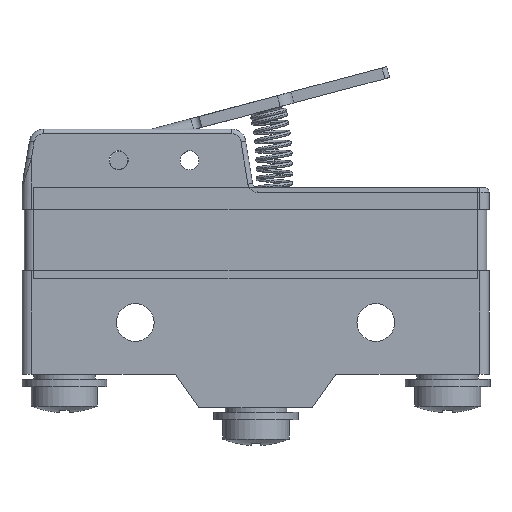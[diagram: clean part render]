
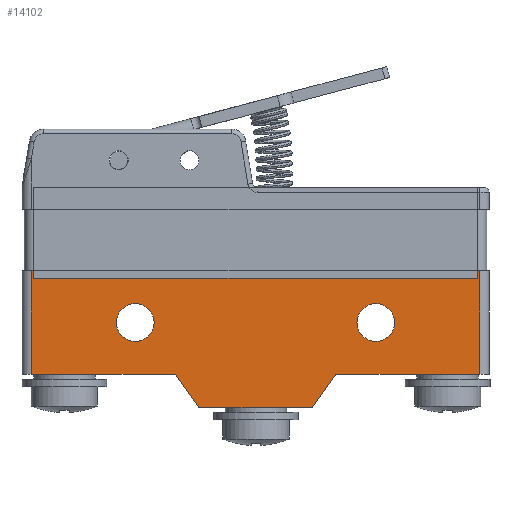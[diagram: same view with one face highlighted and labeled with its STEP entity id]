
A CAD part, front view. The second image highlights one B-rep face of the part: STEP entity #14102.
In plain terms, the highlighted planar face has unit normal (0, -1, 0).
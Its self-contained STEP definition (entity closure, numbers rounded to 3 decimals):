
#3558=DIRECTION('',(0.,0.,-1.));
#3559=VECTOR('',#3558,0.78);
#3560=CARTESIAN_POINT('',(-23.5,-8.75,-6.5));
#3561=LINE('',#3560,#3559);
#3562=DIRECTION('',(-1.,0.,0.));
#3563=VECTOR('',#3562,47.);
#3564=CARTESIAN_POINT('',(23.5,-8.75,-7.28));
#3565=LINE('',#3564,#3563);
#3566=DIRECTION('',(0.,0.,-1.));
#3567=VECTOR('',#3566,0.78);
#3568=CARTESIAN_POINT('',(23.5,-8.75,-6.5));
#3569=LINE('',#3568,#3567);
#3570=DIRECTION('',(1.,0.,0.));
#3571=VECTOR('',#3570,0.25);
#3572=CARTESIAN_POINT('',(23.5,-8.75,-6.5));
#3573=LINE('',#3572,#3571);
#3574=DIRECTION('',(0.,0.,1.));
#3575=VECTOR('',#3574,11.);
#3576=CARTESIAN_POINT('',(23.75,-8.75,-17.5));
#3577=LINE('',#3576,#3575);
#3578=DIRECTION('',(-1.,0.,0.));
#3579=VECTOR('',#3578,15.25);
#3580=CARTESIAN_POINT('',(23.75,-8.75,-17.5));
#3581=LINE('',#3580,#3579);
#3582=DIRECTION('',(-0.581,0.,-0.814));
#3583=VECTOR('',#3582,4.301);
#3584=CARTESIAN_POINT('',(8.5,-8.75,-17.5));
#3585=LINE('',#3584,#3583);
#3586=DIRECTION('',(-1.,0.,0.));
#3587=VECTOR('',#3586,12.);
#3588=CARTESIAN_POINT('',(6.,-8.75,-21.));
#3589=LINE('',#3588,#3587);
#3590=DIRECTION('',(-0.581,0.,0.814));
#3591=VECTOR('',#3590,4.301);
#3592=CARTESIAN_POINT('',(-6.,-8.75,-21.));
#3593=LINE('',#3592,#3591);
#3594=DIRECTION('',(-1.,0.,0.));
#3595=VECTOR('',#3594,15.25);
#3596=CARTESIAN_POINT('',(-8.5,-8.75,-17.5));
#3597=LINE('',#3596,#3595);
#3598=DIRECTION('',(0.,0.,-1.));
#3599=VECTOR('',#3598,11.);
#3600=CARTESIAN_POINT('',(-23.75,-8.75,-6.5));
#3601=LINE('',#3600,#3599);
#3602=DIRECTION('',(1.,0.,0.));
#3603=VECTOR('',#3602,0.25);
#3604=CARTESIAN_POINT('',(-23.75,-8.75,-6.5));
#3605=LINE('',#3604,#3603);
#3606=CARTESIAN_POINT('',(-12.75,-8.75,-12.));
#3607=DIRECTION('',(0.,1.,0.));
#3608=DIRECTION('',(-1.,0.,0.));
#3609=AXIS2_PLACEMENT_3D('',#3606,#3607,#3608);
#3611=CARTESIAN_POINT('',(-12.75,-8.75,-12.));
#3612=DIRECTION('',(0.,1.,0.));
#3613=DIRECTION('',(1.,0.,0.));
#3614=AXIS2_PLACEMENT_3D('',#3611,#3612,#3613);
#3616=CARTESIAN_POINT('',(12.75,-8.75,-12.));
#3617=DIRECTION('',(0.,-1.,0.));
#3618=DIRECTION('',(1.,0.,0.));
#3619=AXIS2_PLACEMENT_3D('',#3616,#3617,#3618);
#3621=CARTESIAN_POINT('',(12.75,-8.75,-12.));
#3622=DIRECTION('',(0.,-1.,0.));
#3623=DIRECTION('',(-1.,0.,0.));
#3624=AXIS2_PLACEMENT_3D('',#3621,#3622,#3623);
#5348=CARTESIAN_POINT('',(8.5,-8.75,-17.5));
#5349=CARTESIAN_POINT('',(6.,-8.75,-21.));
#5350=VERTEX_POINT('',#5348);
#5351=VERTEX_POINT('',#5349);
#5352=CARTESIAN_POINT('',(-6.,-8.75,-21.));
#5353=VERTEX_POINT('',#5352);
#5354=CARTESIAN_POINT('',(-8.5,-8.75,-17.5));
#5355=VERTEX_POINT('',#5354);
#5360=CARTESIAN_POINT('',(14.75,-8.75,-12.));
#5361=CARTESIAN_POINT('',(10.75,-8.75,-12.));
#5362=VERTEX_POINT('',#5360);
#5363=VERTEX_POINT('',#5361);
#5368=CARTESIAN_POINT('',(-14.75,-8.75,-12.));
#5369=CARTESIAN_POINT('',(-10.75,-8.75,-12.));
#5370=VERTEX_POINT('',#5368);
#5371=VERTEX_POINT('',#5369);
#5380=CARTESIAN_POINT('',(-23.75,-8.75,-17.5));
#5382=VERTEX_POINT('',#5380);
#5386=CARTESIAN_POINT('',(-23.75,-8.75,-6.5));
#5387=VERTEX_POINT('',#5386);
#5392=CARTESIAN_POINT('',(23.75,-8.75,-17.5));
#5393=VERTEX_POINT('',#5392);
#5394=CARTESIAN_POINT('',(23.75,-8.75,-6.5));
#5395=VERTEX_POINT('',#5394);
#6201=CARTESIAN_POINT('',(-23.5,-8.75,-6.5));
#6202=CARTESIAN_POINT('',(-23.5,-8.75,-7.28));
#6203=VERTEX_POINT('',#6201);
#6204=VERTEX_POINT('',#6202);
#6205=CARTESIAN_POINT('',(23.5,-8.75,-6.5));
#6206=CARTESIAN_POINT('',(23.5,-8.75,-7.28));
#6207=VERTEX_POINT('',#6205);
#6208=VERTEX_POINT('',#6206);
#14060=CARTESIAN_POINT('',(0.,-8.75,0.));
#14061=DIRECTION('',(0.,1.,0.));
#14062=DIRECTION('',(1.,0.,0.));
#14063=AXIS2_PLACEMENT_3D('',#14060,#14061,#14062);
#14064=PLANE('',#14063);
#14065=ORIENTED_EDGE('',*,*,#14046,.T.);
#14067=ORIENTED_EDGE('',*,*,#14066,.F.);
#14069=ORIENTED_EDGE('',*,*,#14068,.F.);
#14071=ORIENTED_EDGE('',*,*,#14070,.T.);
#14073=ORIENTED_EDGE('',*,*,#14072,.F.);
#14075=ORIENTED_EDGE('',*,*,#14074,.T.);
#14077=ORIENTED_EDGE('',*,*,#14076,.T.);
#14079=ORIENTED_EDGE('',*,*,#14078,.T.);
#14081=ORIENTED_EDGE('',*,*,#14080,.T.);
#14083=ORIENTED_EDGE('',*,*,#14082,.T.);
#14085=ORIENTED_EDGE('',*,*,#14084,.F.);
#14087=ORIENTED_EDGE('',*,*,#14086,.T.);
#14088=EDGE_LOOP('',(#14065,#14067,#14069,#14071,#14073,#14075,#14077,#14079,
#14081,#14083,#14085,#14087));
#14089=FACE_OUTER_BOUND('',#14088,.F.);
#14091=ORIENTED_EDGE('',*,*,#14090,.F.);
#14093=ORIENTED_EDGE('',*,*,#14092,.F.);
#14094=EDGE_LOOP('',(#14091,#14093));
#14095=FACE_BOUND('',#14094,.F.);
#14097=ORIENTED_EDGE('',*,*,#14096,.T.);
#14099=ORIENTED_EDGE('',*,*,#14098,.T.);
#14100=EDGE_LOOP('',(#14097,#14099));
#14101=FACE_BOUND('',#14100,.F.);
#14102=ADVANCED_FACE('',(#14089,#14095,#14101),#14064,.F.);
#3610=CIRCLE('',#3609,2.);
#3615=CIRCLE('',#3614,2.);
#3620=CIRCLE('',#3619,2.);
#3625=CIRCLE('',#3624,2.);
#14046=EDGE_CURVE('',#6203,#6204,#3561,.T.);
#14066=EDGE_CURVE('',#6208,#6204,#3565,.T.);
#14068=EDGE_CURVE('',#6207,#6208,#3569,.T.);
#14070=EDGE_CURVE('',#6207,#5395,#3573,.T.);
#14072=EDGE_CURVE('',#5393,#5395,#3577,.T.);
#14074=EDGE_CURVE('',#5393,#5350,#3581,.T.);
#14076=EDGE_CURVE('',#5350,#5351,#3585,.T.);
#14078=EDGE_CURVE('',#5351,#5353,#3589,.T.);
#14080=EDGE_CURVE('',#5353,#5355,#3593,.T.);
#14082=EDGE_CURVE('',#5355,#5382,#3597,.T.);
#14084=EDGE_CURVE('',#5387,#5382,#3601,.T.);
#14086=EDGE_CURVE('',#5387,#6203,#3605,.T.);
#14090=EDGE_CURVE('',#5370,#5371,#3610,.T.);
#14092=EDGE_CURVE('',#5371,#5370,#3615,.T.);
#14096=EDGE_CURVE('',#5362,#5363,#3620,.T.);
#14098=EDGE_CURVE('',#5363,#5362,#3625,.T.);
